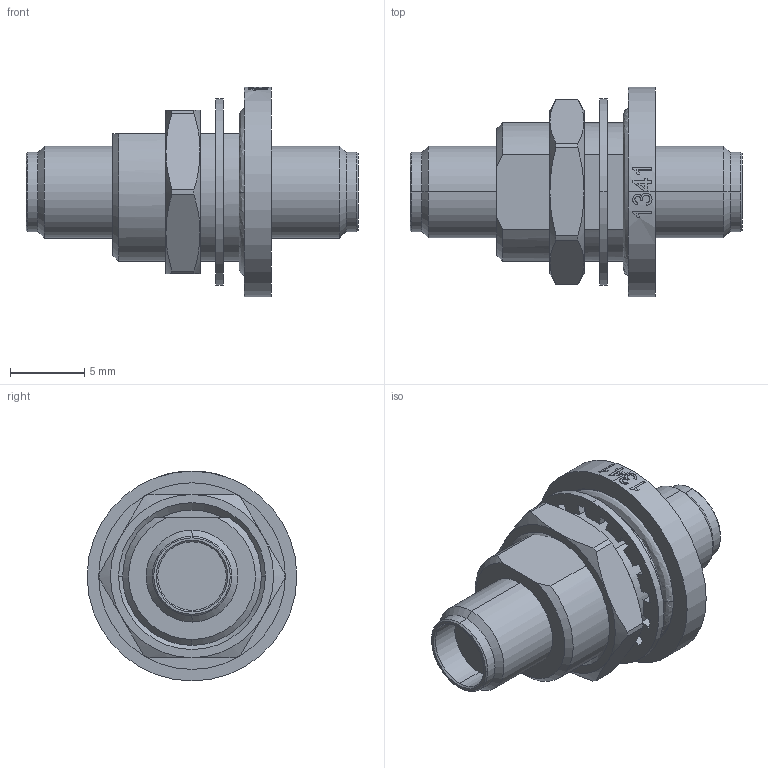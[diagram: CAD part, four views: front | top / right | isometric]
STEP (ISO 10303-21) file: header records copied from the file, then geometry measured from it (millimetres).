
FILE_DESCRIPTION (( 'STEP AP214' ), '1' );
FILE_NAME ('PE1341_3D.STEP', '2022-12-12T16:36:43', ( '' ), ( '' ), 'SwSTEP 2.0', 'SolidWorks 2022', '' );
FILE_SCHEMA (( 'AUTOMOTIVE_DESIGN' ));
Length unit declared in the file: inch
Products named in the file (5): Copy of ADS-K8K8-BF-GV-8^PE1341; PE1341_3D; Copy of ADS-K8K8-BF-GB^PE1341; Copy of F8305-2^PE1341; Copy of PTS-A3A8-18-11^PE1341
Assembly tree (4 placements, depth 2):
  PE1341_3D
    Copy of ADS-K8K8-BF-GB^PE1341
    Copy of ADS-K8K8-BF-GV-8^PE1341
    Copy of F8305-2^PE1341
    Copy of PTS-A3A8-18-11^PE1341
Bounding box: 22.38 x 14.14 x 14.15 mm (x, y, z)
Volume: 1253 mm3; surface area: 1403.2 mm2
Topology: 4 solids, 4 shells, 197 faces, 507 edges, 327 vertices
Faces by surface type: plane 74, cylinder 66, bspline 39, cone 18
Entity records: 7593 total; most frequent: CARTESIAN_POINT 2731, ORIENTED_EDGE 1014, DIRECTION 918, EDGE_CURVE 507, AXIS2_PLACEMENT_3D 347, VERTEX_POINT 327, VECTOR 224, LINE 224
